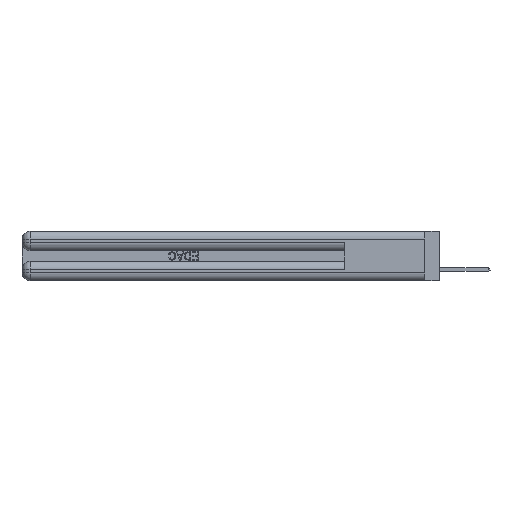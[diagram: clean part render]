
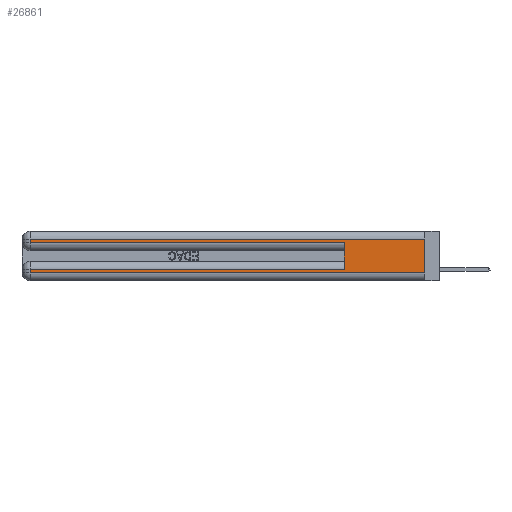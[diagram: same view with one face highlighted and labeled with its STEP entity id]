
A CAD part, left-side view. The second image highlights one B-rep face of the part: STEP entity #26861.
In plain terms, the highlighted planar face has unit normal (-1, 0, 0).
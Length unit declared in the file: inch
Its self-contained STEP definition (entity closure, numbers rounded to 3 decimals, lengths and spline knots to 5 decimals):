
#206 = LINE ( 'NONE', #2944, #27647 ) ;
#934 = CARTESIAN_POINT ( 'NONE',  ( 0., 0., 0.31 ) ) ;
#2195 = EDGE_CURVE ( 'NONE', #19133, #36085, #2891, .T. ) ;
#2290 = CARTESIAN_POINT ( 'NONE',  ( 0., 0.6, 0.085 ) ) ;
#2465 = DIRECTION ( 'NONE',  ( 0., 0., -1. ) ) ;
#2891 = LINE ( 'NONE', #24550, #23112 ) ;
#2942 = EDGE_CURVE ( 'NONE', #18654, #28157, #5376, .T. ) ;
#2944 = CARTESIAN_POINT ( 'NONE',  ( 0., 2.94, 0.37 ) ) ;
#3223 = EDGE_CURVE ( 'NONE', #12799, #18654, #206, .T. ) ;
#4188 = ORIENTED_EDGE ( 'NONE', *, *, #34951, .T. ) ;
#5037 = FACE_OUTER_BOUND ( 'NONE', #16566, .T. ) ;
#5376 = LINE ( 'NONE', #37028, #30135 ) ;
#6176 = VECTOR ( 'NONE', #6408, 39.37008 ) ;
#6212 = ORIENTED_EDGE ( 'NONE', *, *, #3223, .T. ) ;
#6408 = DIRECTION ( 'NONE',  ( 0., 0., 1. ) ) ;
#7408 = DIRECTION ( 'NONE',  ( 0., 0., -1. ) ) ;
#11025 = DIRECTION ( 'NONE',  ( 0., 0., -1. ) ) ;
#11554 = CARTESIAN_POINT ( 'NONE',  ( 0., 2.94, 0.285 ) ) ;
#11588 = LINE ( 'NONE', #41714, #15170 ) ;
#11917 = ORIENTED_EDGE ( 'NONE', *, *, #22664, .F. ) ;
#12055 = CARTESIAN_POINT ( 'NONE',  ( 0., 0., 0.31 ) ) ;
#12426 = DIRECTION ( 'NONE',  ( 0., 1., 0. ) ) ;
#12799 = VERTEX_POINT ( 'NONE', #17544 ) ;
#14997 = ORIENTED_EDGE ( 'NONE', *, *, #21319, .T. ) ;
#15170 = VECTOR ( 'NONE', #32104, 39.37008 ) ;
#15182 = LINE ( 'NONE', #34731, #34362 ) ;
#15672 = DIRECTION ( 'NONE',  ( 1., 0., 0. ) ) ;
#16566 = EDGE_LOOP ( 'NONE', ( #11917, #25322, #6212, #19839, #28811, #14997, #35403, #4188 ) ) ;
#17544 = CARTESIAN_POINT ( 'NONE',  ( 0., 2.94, 0.31 ) ) ;
#18125 = VERTEX_POINT ( 'NONE', #41190 ) ;
#18654 = VERTEX_POINT ( 'NONE', #11554 ) ;
#19133 = VERTEX_POINT ( 'NONE', #31892 ) ;
#19232 = CARTESIAN_POINT ( 'NONE',  ( 0., 0.6, 0.145 ) ) ;
#19839 = ORIENTED_EDGE ( 'NONE', *, *, #2942, .T. ) ;
#21319 = EDGE_CURVE ( 'NONE', #34434, #19133, #15182, .T. ) ;
#21807 = AXIS2_PLACEMENT_3D ( 'NONE', #34994, #15672, #2465 ) ;
#22339 = CARTESIAN_POINT ( 'NONE',  ( 0., 0.6, 0.285 ) ) ;
#22664 = EDGE_CURVE ( 'NONE', #29642, #18125, #33685, .T. ) ;
#23112 = VECTOR ( 'NONE', #41765, 39.37008 ) ;
#23856 = LINE ( 'NONE', #19232, #6176 ) ;
#24030 = EDGE_CURVE ( 'NONE', #29642, #12799, #35557, .T. ) ;
#24221 = CARTESIAN_POINT ( 'NONE',  ( 0., 0., 0.37 ) ) ;
#24550 = CARTESIAN_POINT ( 'NONE',  ( 0., 2.94, 0.37 ) ) ;
#25169 = VECTOR ( 'NONE', #11025, 39.37008 ) ;
#25322 = ORIENTED_EDGE ( 'NONE', *, *, #24030, .T. ) ;
#26861 = ADVANCED_FACE ( 'NONE', ( #5037 ), #28387, .F. ) ;
#27157 = DIRECTION ( 'NONE',  ( 0., -1., 0. ) ) ;
#27647 = VECTOR ( 'NONE', #7408, 39.37008 ) ;
#28157 = VERTEX_POINT ( 'NONE', #22339 ) ;
#28387 = PLANE ( 'NONE',  #21807 ) ;
#28811 = ORIENTED_EDGE ( 'NONE', *, *, #39454, .F. ) ;
#29642 = VERTEX_POINT ( 'NONE', #12055 ) ;
#30135 = VECTOR ( 'NONE', #27157, 39.37008 ) ;
#31892 = CARTESIAN_POINT ( 'NONE',  ( 0., 2.94, 0.085 ) ) ;
#32104 = DIRECTION ( 'NONE',  ( 0., -1., 0. ) ) ;
#33685 = LINE ( 'NONE', #24221, #25169 ) ;
#34362 = VECTOR ( 'NONE', #41234, 39.37008 ) ;
#34434 = VERTEX_POINT ( 'NONE', #2290 ) ;
#34731 = CARTESIAN_POINT ( 'NONE',  ( 0., 0., 0.085 ) ) ;
#34844 = CARTESIAN_POINT ( 'NONE',  ( 0., 2.94, 0.06 ) ) ;
#34951 = EDGE_CURVE ( 'NONE', #36085, #18125, #11588, .T. ) ;
#34994 = CARTESIAN_POINT ( 'NONE',  ( 0., 0., 0.37 ) ) ;
#35403 = ORIENTED_EDGE ( 'NONE', *, *, #2195, .T. ) ;
#35557 = LINE ( 'NONE', #934, #39556 ) ;
#36085 = VERTEX_POINT ( 'NONE', #34844 ) ;
#37028 = CARTESIAN_POINT ( 'NONE',  ( 0., 0., 0.285 ) ) ;
#39454 = EDGE_CURVE ( 'NONE', #34434, #28157, #23856, .T. ) ;
#39556 = VECTOR ( 'NONE', #12426, 39.37008 ) ;
#41190 = CARTESIAN_POINT ( 'NONE',  ( 0., 0., 0.06 ) ) ;
#41234 = DIRECTION ( 'NONE',  ( 0., 1., 0. ) ) ;
#41714 = CARTESIAN_POINT ( 'NONE',  ( 0., 0., 0.06 ) ) ;
#41765 = DIRECTION ( 'NONE',  ( 0., 0., -1. ) ) ;
